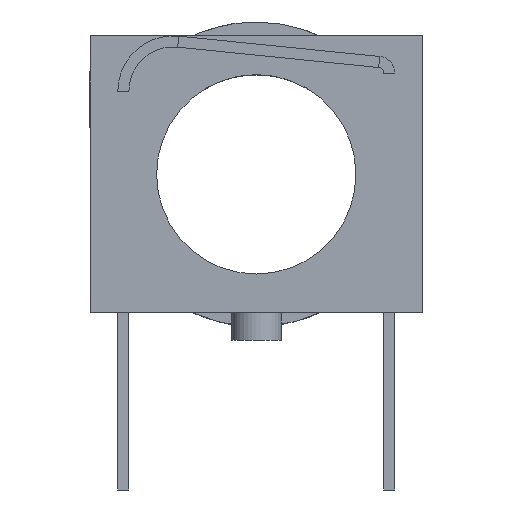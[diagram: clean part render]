
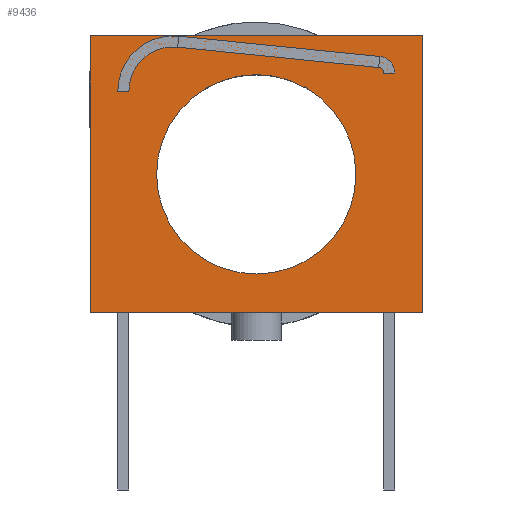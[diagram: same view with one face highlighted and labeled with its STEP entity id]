
A CAD part, front view. The second image highlights one B-rep face of the part: STEP entity #9436.
In plain terms, the highlighted planar face has unit normal (0, -1, 0).
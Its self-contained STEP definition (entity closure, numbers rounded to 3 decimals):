
#293=FACE_BOUND('',#1118,.T.);
#462=CIRCLE('',#9984,1.8);
#605=FACE_OUTER_BOUND('',#1117,.T.);
#1117=EDGE_LOOP('',(#6778,#6779,#6780,#6781));
#1118=EDGE_LOOP('',(#6782));
#1812=LINE('',#13205,#2863);
#1908=LINE('',#13694,#2959);
#1972=LINE('',#13984,#3023);
#1973=LINE('',#13985,#3024);
#2863=VECTOR('',#11043,1.);
#2959=VECTOR('',#11203,1.);
#3023=VECTOR('',#11271,1.);
#3024=VECTOR('',#11272,1.);
#3807=VERTEX_POINT('',#13127);
#3844=VERTEX_POINT('',#13202);
#3845=VERTEX_POINT('',#13204);
#4018=VERTEX_POINT('',#13692);
#4084=VERTEX_POINT('',#13983);
#4809=EDGE_CURVE('',#3807,#3807,#462,.T.);
#4847=EDGE_CURVE('',#3845,#3844,#1812,.T.);
#5021=EDGE_CURVE('',#3844,#4018,#1908,.T.);
#5095=EDGE_CURVE('',#4084,#4018,#1972,.T.);
#5096=EDGE_CURVE('',#3845,#4084,#1973,.T.);
#6778=ORIENTED_EDGE('',*,*,#5021,.T.);
#6779=ORIENTED_EDGE('',*,*,#5095,.F.);
#6780=ORIENTED_EDGE('',*,*,#5096,.F.);
#6781=ORIENTED_EDGE('',*,*,#4847,.T.);
#6782=ORIENTED_EDGE('',*,*,#4809,.T.);
#8567=PLANE('',#10030);
#9436=ADVANCED_FACE('',(#605,#293),#8567,.F.);
#9984=AXIS2_PLACEMENT_3D('',#13128,#10991,#10992);
#10030=AXIS2_PLACEMENT_3D('',#13982,#11269,#11270);
#10991=DIRECTION('center_axis',(0.,1.,0.));
#10992=DIRECTION('ref_axis',(0.,0.,1.));
#11043=DIRECTION('',(0.,0.,-1.));
#11203=DIRECTION('',(1.,0.,0.));
#11269=DIRECTION('center_axis',(0.,1.,0.));
#11270=DIRECTION('ref_axis',(0.,0.,1.));
#11271=DIRECTION('',(0.,0.,-1.));
#11272=DIRECTION('',(1.,0.,0.));
#13127=CARTESIAN_POINT('',(0.,-6.999,0.9));
#13128=CARTESIAN_POINT('Origin',(0.,-6.999,2.7));
#13202=CARTESIAN_POINT('',(-3.,-6.999,0.2));
#13204=CARTESIAN_POINT('',(-3.,-6.999,5.2));
#13205=CARTESIAN_POINT('',(-3.,-6.999,5.2));
#13692=CARTESIAN_POINT('',(3.,-6.999,0.2));
#13694=CARTESIAN_POINT('',(3.,-6.999,0.2));
#13982=CARTESIAN_POINT('Origin',(3.,-6.999,5.2));
#13983=CARTESIAN_POINT('',(3.,-6.999,5.2));
#13984=CARTESIAN_POINT('',(3.,-6.999,5.2));
#13985=CARTESIAN_POINT('',(3.,-6.999,5.2));
